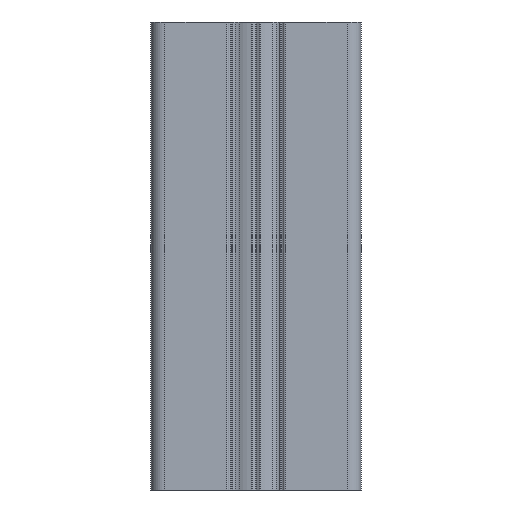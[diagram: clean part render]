
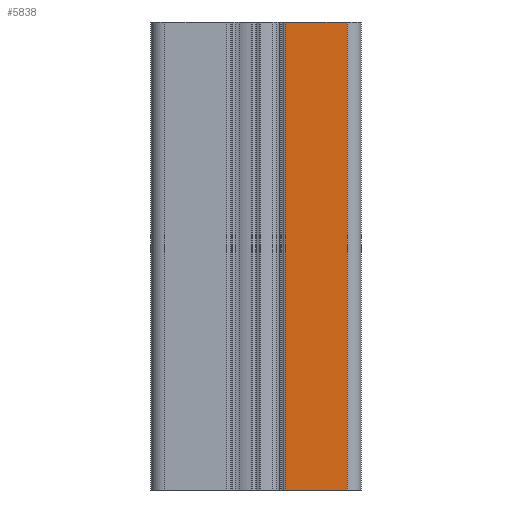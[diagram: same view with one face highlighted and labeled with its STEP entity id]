
A CAD part, left-side view. The second image highlights one B-rep face of the part: STEP entity #5838.
In plain terms, the highlighted planar face has unit normal (-1, 0, 0).
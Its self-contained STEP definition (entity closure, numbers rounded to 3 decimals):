
#356 = ORIENTED_EDGE ( 'NONE', *, *, #8058, .F. ) ;
#381 = LINE ( 'NONE', #8112, #2554 ) ;
#1189 = ORIENTED_EDGE ( 'NONE', *, *, #3474, .T. ) ;
#1424 = CARTESIAN_POINT ( 'NONE',  ( -22.5, -19.5, -100. ) ) ;
#1590 = DIRECTION ( 'NONE',  ( -1., 0., 0. ) ) ;
#2111 = DIRECTION ( 'NONE',  ( 0., -1., 0. ) ) ;
#2154 = LINE ( 'NONE', #3003, #5761 ) ;
#2166 = PLANE ( 'NONE',  #5106 ) ;
#2417 = ORIENTED_EDGE ( 'NONE', *, *, #4998, .F. ) ;
#2554 = VECTOR ( 'NONE', #2111, 1000. ) ;
#2635 = CARTESIAN_POINT ( 'NONE',  ( -22.5, -6.3, -100. ) ) ;
#2827 = CARTESIAN_POINT ( 'NONE',  ( -22.5, -6.3, 0. ) ) ;
#3003 = CARTESIAN_POINT ( 'NONE',  ( -22.5, -6.3, -100. ) ) ;
#3474 = EDGE_CURVE ( 'NONE', #5211, #4484, #2154, .T. ) ;
#3502 = VERTEX_POINT ( 'NONE', #5071 ) ;
#3505 = CARTESIAN_POINT ( 'NONE',  ( -22.5, -19.5, -100. ) ) ;
#3604 = CARTESIAN_POINT ( 'NONE',  ( -22.5, -6.3, -100. ) ) ;
#3701 = EDGE_LOOP ( 'NONE', ( #356, #2417, #1189, #5565 ) ) ;
#4484 = VERTEX_POINT ( 'NONE', #3505 ) ;
#4529 = VERTEX_POINT ( 'NONE', #2827 ) ;
#4657 = LINE ( 'NONE', #1424, #6720 ) ;
#4665 = LINE ( 'NONE', #6762, #6654 ) ;
#4755 = DIRECTION ( 'NONE',  ( 0., 0., 1. ) ) ;
#4949 = FACE_OUTER_BOUND ( 'NONE', #3701, .T. ) ;
#4998 = EDGE_CURVE ( 'NONE', #5211, #4529, #4665, .T. ) ;
#5071 = CARTESIAN_POINT ( 'NONE',  ( -22.5, -19.5, 0. ) ) ;
#5106 = AXIS2_PLACEMENT_3D ( 'NONE', #3604, #1590, #5655 ) ;
#5211 = VERTEX_POINT ( 'NONE', #2635 ) ;
#5565 = ORIENTED_EDGE ( 'NONE', *, *, #8498, .T. ) ;
#5655 = DIRECTION ( 'NONE',  ( 0., -1., 0. ) ) ;
#5761 = VECTOR ( 'NONE', #8285, 1000. ) ;
#5838 = ADVANCED_FACE ( 'NONE', ( #4949 ), #2166, .T. ) ;
#6654 = VECTOR ( 'NONE', #4755, 1000. ) ;
#6720 = VECTOR ( 'NONE', #8101, 1000. ) ;
#6762 = CARTESIAN_POINT ( 'NONE',  ( -22.5, -6.3, -100. ) ) ;
#8058 = EDGE_CURVE ( 'NONE', #4529, #3502, #381, .T. ) ;
#8101 = DIRECTION ( 'NONE',  ( 0., 0., 1. ) ) ;
#8112 = CARTESIAN_POINT ( 'NONE',  ( -22.5, -6.3, 0. ) ) ;
#8285 = DIRECTION ( 'NONE',  ( 0., -1., 0. ) ) ;
#8498 = EDGE_CURVE ( 'NONE', #4484, #3502, #4657, .T. ) ;
